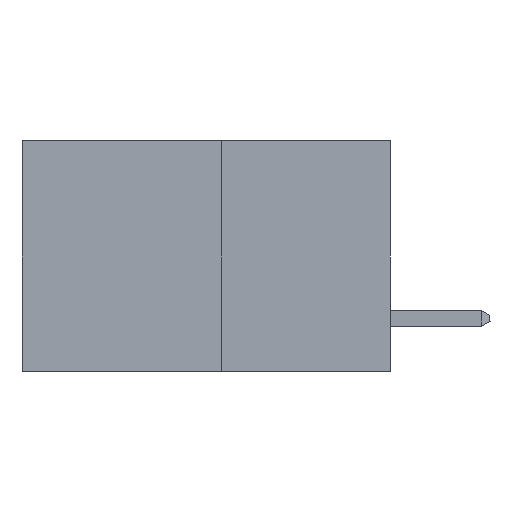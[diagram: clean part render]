
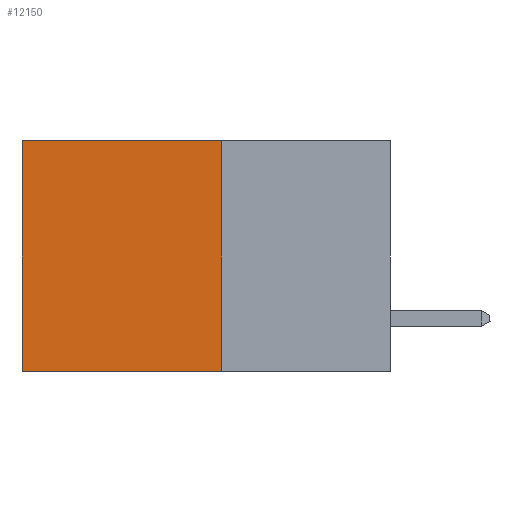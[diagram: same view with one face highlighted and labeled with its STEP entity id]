
A CAD part, left-side view. The second image highlights one B-rep face of the part: STEP entity #12150.
In plain terms, the highlighted planar face has unit normal (-1, 0, 0).
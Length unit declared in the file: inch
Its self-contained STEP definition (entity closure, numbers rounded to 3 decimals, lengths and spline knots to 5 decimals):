
#593 = VECTOR ( 'NONE', #11462, 39.37008 ) ;
#706 = CARTESIAN_POINT ( 'NONE',  ( 0.277, 0.59, -0.37 ) ) ;
#1198 = ORIENTED_EDGE ( 'NONE', *, *, #8577, .F. ) ;
#1398 = ORIENTED_EDGE ( 'NONE', *, *, #3369, .F. ) ;
#1725 = VECTOR ( 'NONE', #15294, 39.37008 ) ;
#2070 = DIRECTION ( 'NONE',  ( 0., 0., -1. ) ) ;
#3341 = DIRECTION ( 'NONE',  ( 1., 0., 0. ) ) ;
#3369 = EDGE_CURVE ( 'NONE', #16662, #12573, #3726, .T. ) ;
#3726 = LINE ( 'NONE', #15924, #14103 ) ;
#4155 = LINE ( 'NONE', #13008, #593 ) ;
#5131 = VECTOR ( 'NONE', #2070, 39.37008 ) ;
#5536 = LINE ( 'NONE', #706, #5131 ) ;
#5680 = EDGE_CURVE ( 'NONE', #16662, #6163, #4155, .T. ) ;
#6163 = VERTEX_POINT ( 'NONE', #10348 ) ;
#7163 = CARTESIAN_POINT ( 'NONE',  ( 0.277, 0.27, -0.37 ) ) ;
#7431 = ORIENTED_EDGE ( 'NONE', *, *, #11552, .T. ) ;
#8375 = FACE_OUTER_BOUND ( 'NONE', #9709, .T. ) ;
#8577 = EDGE_CURVE ( 'NONE', #12573, #13645, #12163, .T. ) ;
#9709 = EDGE_LOOP ( 'NONE', ( #7431, #1198, #1398, #12261 ) ) ;
#10348 = CARTESIAN_POINT ( 'NONE',  ( 0.277, 0.59, 0. ) ) ;
#11156 = PLANE ( 'NONE',  #15714 ) ;
#11462 = DIRECTION ( 'NONE',  ( 0., 1., 0. ) ) ;
#11552 = EDGE_CURVE ( 'NONE', #6163, #13645, #5536, .T. ) ;
#11954 = CARTESIAN_POINT ( 'NONE',  ( 0.277, 0.27, -0.37 ) ) ;
#12150 = ADVANCED_FACE ( 'NONE', ( #8375 ), #11156, .F. ) ;
#12163 = LINE ( 'NONE', #14001, #1725 ) ;
#12261 = ORIENTED_EDGE ( 'NONE', *, *, #5680, .T. ) ;
#12415 = DIRECTION ( 'NONE',  ( 0., 0., -1. ) ) ;
#12573 = VERTEX_POINT ( 'NONE', #11954 ) ;
#13008 = CARTESIAN_POINT ( 'NONE',  ( 0.277, 0.27, 0. ) ) ;
#13645 = VERTEX_POINT ( 'NONE', #15517 ) ;
#14001 = CARTESIAN_POINT ( 'NONE',  ( 0.277, 0.27, -0.37 ) ) ;
#14103 = VECTOR ( 'NONE', #16037, 39.37008 ) ;
#15294 = DIRECTION ( 'NONE',  ( 0., 1., 0. ) ) ;
#15517 = CARTESIAN_POINT ( 'NONE',  ( 0.277, 0.59, -0.37 ) ) ;
#15714 = AXIS2_PLACEMENT_3D ( 'NONE', #7163, #3341, #12415 ) ;
#15924 = CARTESIAN_POINT ( 'NONE',  ( 0.277, 0.27, -0.37 ) ) ;
#16037 = DIRECTION ( 'NONE',  ( 0., 0., -1. ) ) ;
#16662 = VERTEX_POINT ( 'NONE', #16889 ) ;
#16889 = CARTESIAN_POINT ( 'NONE',  ( 0.277, 0.27, 0. ) ) ;
